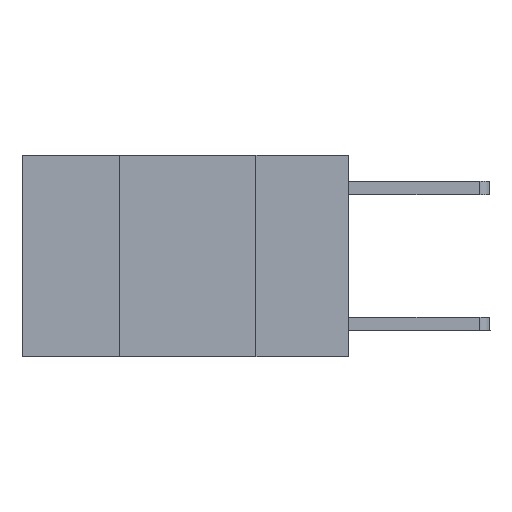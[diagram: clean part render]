
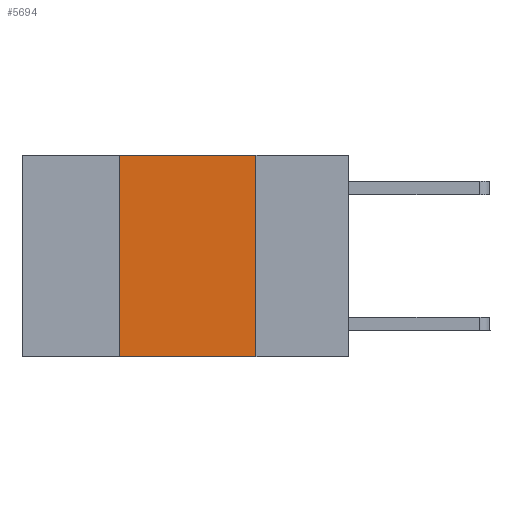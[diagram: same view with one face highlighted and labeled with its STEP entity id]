
A CAD part, left-side view. The second image highlights one B-rep face of the part: STEP entity #5694.
In plain terms, the highlighted planar face has unit normal (-1, 0, 0).
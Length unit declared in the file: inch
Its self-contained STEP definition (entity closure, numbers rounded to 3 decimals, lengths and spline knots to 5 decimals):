
#256 = LINE ( 'NONE', #9222, #7997 ) ;
#836 = VECTOR ( 'NONE', #1499, 39.37008 ) ;
#1228 = EDGE_CURVE ( 'NONE', #9651, #4591, #256, .T. ) ;
#1458 = CARTESIAN_POINT ( 'NONE',  ( 0., 0.42, 0. ) ) ;
#1499 = DIRECTION ( 'NONE',  ( 0., -1., 0. ) ) ;
#1845 = DIRECTION ( 'NONE',  ( 0., -1., 0. ) ) ;
#2181 = CARTESIAN_POINT ( 'NONE',  ( 0., 0.17, -0.37 ) ) ;
#2238 = FACE_OUTER_BOUND ( 'NONE', #2522, .T. ) ;
#2472 = PLANE ( 'NONE',  #6160 ) ;
#2522 = EDGE_LOOP ( 'NONE', ( #5841, #7470, #5959, #6283 ) ) ;
#2824 = VERTEX_POINT ( 'NONE', #7036 ) ;
#2965 = CARTESIAN_POINT ( 'NONE',  ( 0., 0.42, -0.37 ) ) ;
#3158 = LINE ( 'NONE', #5458, #836 ) ;
#3257 = DIRECTION ( 'NONE',  ( 1., 0., 0. ) ) ;
#3355 = VECTOR ( 'NONE', #9596, 39.37008 ) ;
#3597 = CARTESIAN_POINT ( 'NONE',  ( 0., 0.42, 0. ) ) ;
#4069 = CARTESIAN_POINT ( 'NONE',  ( 0., 0.6, 0. ) ) ;
#4591 = VERTEX_POINT ( 'NONE', #2181 ) ;
#5107 = EDGE_CURVE ( 'NONE', #9651, #7185, #5719, .T. ) ;
#5111 = EDGE_CURVE ( 'NONE', #2824, #4591, #9171, .T. ) ;
#5458 = CARTESIAN_POINT ( 'NONE',  ( 0., 0.6, 0. ) ) ;
#5694 = ADVANCED_FACE ( 'NONE', ( #2238 ), #2472, .F. ) ;
#5719 = LINE ( 'NONE', #1458, #9379 ) ;
#5841 = ORIENTED_EDGE ( 'NONE', *, *, #5111, .F. ) ;
#5959 = ORIENTED_EDGE ( 'NONE', *, *, #5107, .F. ) ;
#6160 = AXIS2_PLACEMENT_3D ( 'NONE', #4069, #3257, #8458 ) ;
#6283 = ORIENTED_EDGE ( 'NONE', *, *, #1228, .T. ) ;
#6915 = DIRECTION ( 'NONE',  ( 0., 0., 1. ) ) ;
#7036 = CARTESIAN_POINT ( 'NONE',  ( 0., 0.17, 0. ) ) ;
#7185 = VERTEX_POINT ( 'NONE', #3597 ) ;
#7450 = EDGE_CURVE ( 'NONE', #7185, #2824, #3158, .T. ) ;
#7470 = ORIENTED_EDGE ( 'NONE', *, *, #7450, .F. ) ;
#7997 = VECTOR ( 'NONE', #1845, 39.37008 ) ;
#8458 = DIRECTION ( 'NONE',  ( 0., 0., -1. ) ) ;
#8933 = CARTESIAN_POINT ( 'NONE',  ( 0., 0.17, 0. ) ) ;
#9171 = LINE ( 'NONE', #8933, #3355 ) ;
#9222 = CARTESIAN_POINT ( 'NONE',  ( 0., 0.6, -0.37 ) ) ;
#9379 = VECTOR ( 'NONE', #6915, 39.37008 ) ;
#9596 = DIRECTION ( 'NONE',  ( 0., 0., -1. ) ) ;
#9651 = VERTEX_POINT ( 'NONE', #2965 ) ;
